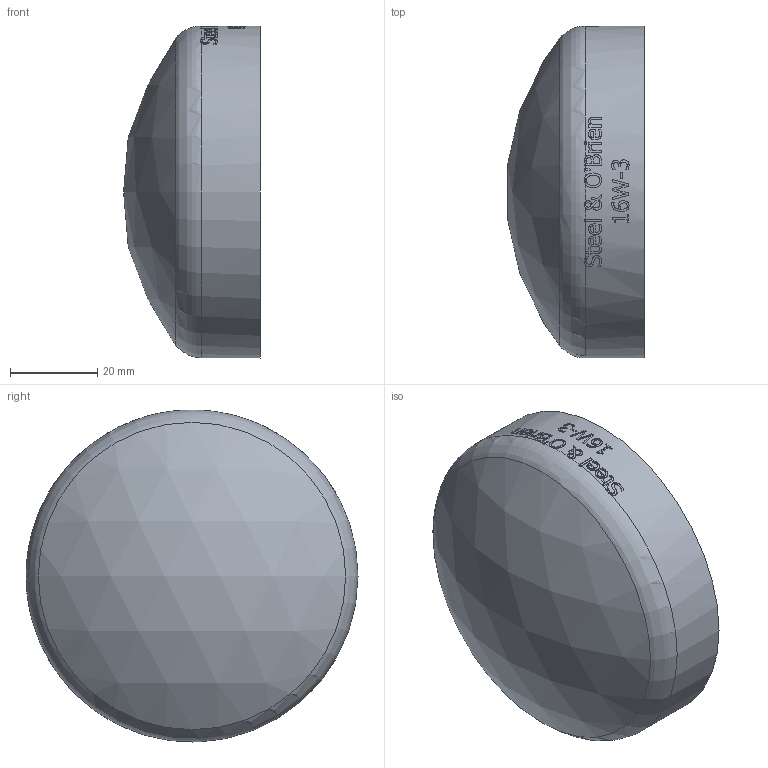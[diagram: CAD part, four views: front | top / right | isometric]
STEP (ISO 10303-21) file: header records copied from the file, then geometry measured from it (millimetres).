
FILE_DESCRIPTION(/* description */ (''),/* implementation_level */ '2;1');
FILE_NAME(/* name */ '16W-3.stp',/* time_stamp */ '2021-11-16T13:11:38-05:00',/* author */ ('rick'),/* organization */ (''),/* preprocessor_version */ 'ST-DEVELOPER v18.1',/* originating_system */ 'Autodesk Inventor 2020',/* authorisation */ '');
FILE_SCHEMA (('AUTOMOTIVE_DESIGN { 1 0 10303 214 3 1 1 }'));
Length unit declared in the file: inch
Products named in the file (1): 16W-3
Bounding box: 31.4 x 76.2 x 76.2 mm (x, y, z)
Volume: 14538.3 mm3; surface area: 18049.5 mm2
Topology: 1 solids, 1 shells, 317 faces, 884 edges, 591 vertices
Faces by surface type: bspline 158, plane 118, cylinder 30, torus 9, sphere 2
Full cylindrical faces by diameter (mm): 72.898 x1, 76.2 x1
Entity records: 13446 total; most frequent: CARTESIAN_POINT 6196, ORIENTED_EDGE 1768, DIRECTION 1029, EDGE_CURVE 884, VERTEX_POINT 591, LINE 371, VECTOR 371, B_SPLINE_CURVE_WITH_KNOTS 344
